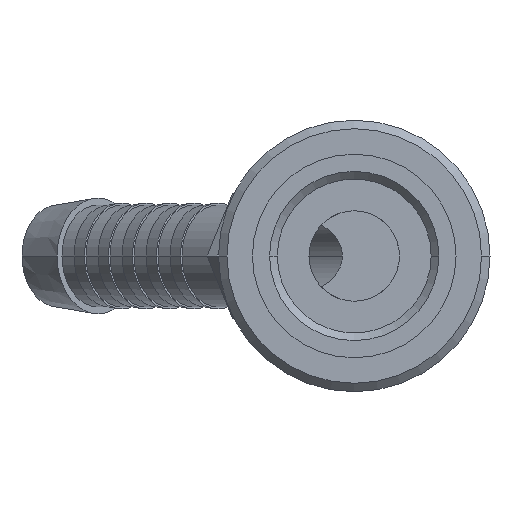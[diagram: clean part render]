
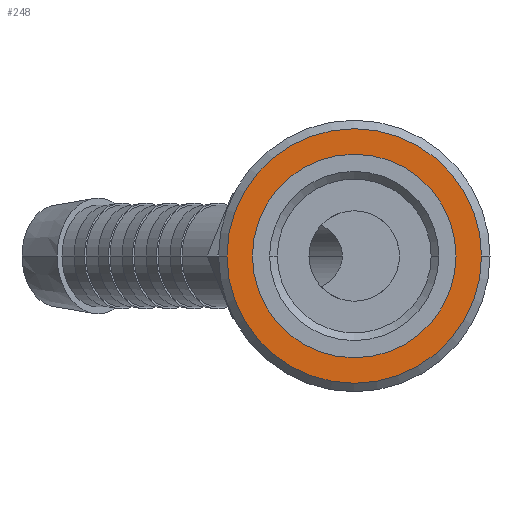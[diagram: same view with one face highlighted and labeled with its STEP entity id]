
A CAD part, front view. The second image highlights one B-rep face of the part: STEP entity #248.
In plain terms, the highlighted planar face has unit normal (0, -1, 0).
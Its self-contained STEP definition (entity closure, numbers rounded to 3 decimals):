
#248=ADVANCED_FACE('',(#514,#515),#516,.T.);
#514=FACE_BOUND('',#789,.T.);
#515=FACE_OUTER_BOUND('',#790,.T.);
#516=PLANE('',#791);
#789=EDGE_LOOP('',(#1413,#1414));
#790=EDGE_LOOP('',(#1415,#1416));
#791=AXIS2_PLACEMENT_3D('',#1417,#1418,#1419);
#1413=ORIENTED_EDGE('',*,*,#1667,.T.);
#1414=ORIENTED_EDGE('',*,*,#1716,.T.);
#1415=ORIENTED_EDGE('',*,*,#1577,.F.);
#1416=ORIENTED_EDGE('',*,*,#1679,.F.);
#1417=CARTESIAN_POINT('',(5.625,0.1,0.0));
#1418=DIRECTION('',(-0.0,-1.0,-0.0));
#1419=DIRECTION('',(-1.0,0.0,0.0));
#1577=EDGE_CURVE('',#1875,#1878,#1879,.T.);
#1667=EDGE_CURVE('',#2012,#2010,#2013,.T.);
#1679=EDGE_CURVE('',#1878,#1875,#2029,.T.);
#1716=EDGE_CURVE('',#2010,#2012,#2077,.T.);
#1875=VERTEX_POINT('',#2261);
#1878=VERTEX_POINT('',#2265);
#1879=CIRCLE('',#2266,11.25);
#2010=VERTEX_POINT('',#2429);
#2012=VERTEX_POINT('',#2432);
#2013=CIRCLE('',#2433,9.0);
#2029=CIRCLE('',#2454,11.25);
#2077=CIRCLE('',#2512,9.0);
#2261=CARTESIAN_POINT('',(11.25,0.1,0.0));
#2265=CARTESIAN_POINT('',(-11.25,0.1,0.));
#2266=AXIS2_PLACEMENT_3D('',#2802,#2803,#2804);
#2429=CARTESIAN_POINT('',(9.0,0.1,0.));
#2432=CARTESIAN_POINT('',(-9.0,0.1,0.));
#2433=AXIS2_PLACEMENT_3D('',#2940,#2941,#2942);
#2454=AXIS2_PLACEMENT_3D('',#2957,#2958,#2959);
#2512=AXIS2_PLACEMENT_3D('',#3015,#3016,#3017);
#2802=CARTESIAN_POINT('',(0.0,0.1,0.0));
#2803=DIRECTION('',(-0.0,1.0,0.0));
#2804=DIRECTION('',(1.0,0.0,0.0));
#2940=CARTESIAN_POINT('',(0.0,0.1,0.0));
#2941=DIRECTION('',(-0.0,1.0,0.0));
#2942=DIRECTION('',(1.0,0.0,0.0));
#2957=CARTESIAN_POINT('',(0.0,0.1,0.0));
#2958=DIRECTION('',(-0.0,1.0,0.0));
#2959=DIRECTION('',(1.0,0.0,0.0));
#3015=CARTESIAN_POINT('',(0.0,0.1,0.0));
#3016=DIRECTION('',(-0.0,1.0,0.0));
#3017=DIRECTION('',(1.0,0.0,0.0));
